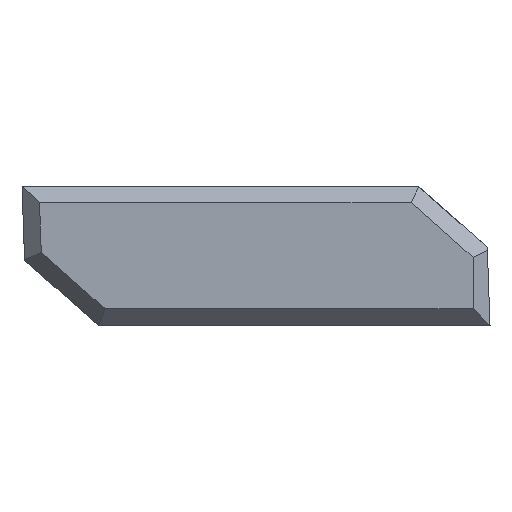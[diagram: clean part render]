
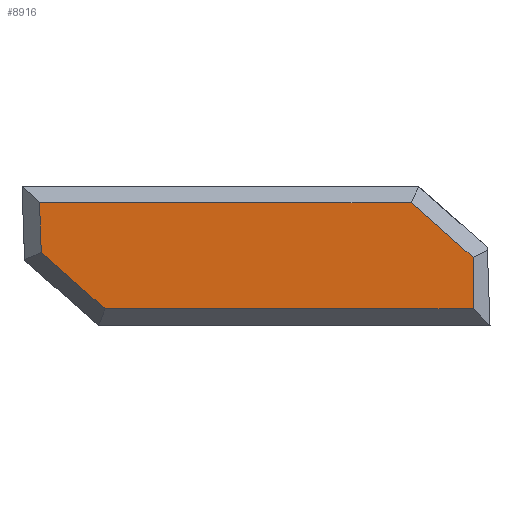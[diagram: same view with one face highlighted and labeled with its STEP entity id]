
A CAD part, front view. The second image highlights one B-rep face of the part: STEP entity #8916.
In plain terms, the highlighted planar face has unit normal (0, -0.999, -0.035).
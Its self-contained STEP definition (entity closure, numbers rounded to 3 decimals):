
#20 = CARTESIAN_POINT ( 'NONE',  ( -52.702, -67.936, -18.338 ) ) ;
#445 = VERTEX_POINT ( 'NONE', #866 ) ;
#622 = AXIS2_PLACEMENT_3D ( 'NONE', #869, #4522, #10165 ) ;
#642 = VERTEX_POINT ( 'NONE', #4990 ) ;
#866 = CARTESIAN_POINT ( 'NONE',  ( -53.275, -68.509, -1.933 ) ) ;
#869 = CARTESIAN_POINT ( 'NONE',  ( 0., -68., -16.5 ) ) ;
#981 = PLANE ( 'NONE',  #622 ) ;
#1462 = VERTEX_POINT ( 'NONE', #2667 ) ;
#1787 = ORIENTED_EDGE ( 'NONE', *, *, #2228, .F. ) ;
#1809 = EDGE_CURVE ( 'NONE', #2433, #2464, #2284, .T. ) ;
#1884 = DIRECTION ( 'NONE',  ( -0.035, -0.035, 0.999 ) ) ;
#1932 = VECTOR ( 'NONE', #11888, 1000. ) ;
#2016 = CARTESIAN_POINT ( 'NONE',  ( -2., -68.283, -8.402 ) ) ;
#2170 = VECTOR ( 'NONE', #2210, 1000. ) ;
#2210 = DIRECTION ( 'NONE',  ( 1., 0., 0. ) ) ;
#2228 = EDGE_CURVE ( 'NONE', #445, #4721, #2381, .T. ) ;
#2284 = LINE ( 'NONE', #5943, #5528 ) ;
#2381 = LINE ( 'NONE', #10435, #2170 ) ;
#2433 = VERTEX_POINT ( 'NONE', #2016 ) ;
#2464 = VERTEX_POINT ( 'NONE', #3024 ) ;
#2667 = CARTESIAN_POINT ( 'NONE',  ( -45.513, -68.07, -14.501 ) ) ;
#3024 = CARTESIAN_POINT ( 'NONE',  ( -2., -68.07, -14.501 ) ) ;
#3750 = FACE_OUTER_BOUND ( 'NONE', #7369, .T. ) ;
#3869 = EDGE_CURVE ( 'NONE', #642, #445, #9143, .T. ) ;
#4039 = CARTESIAN_POINT ( 'NONE',  ( -9.332, -68.509, -1.933 ) ) ;
#4522 = DIRECTION ( 'NONE',  ( 0., -0.999, -0.035 ) ) ;
#4534 = VECTOR ( 'NONE', #6015, 1000. ) ;
#4560 = LINE ( 'NONE', #8217, #1932 ) ;
#4721 = VERTEX_POINT ( 'NONE', #4039 ) ;
#4915 = DIRECTION ( 'NONE',  ( 0., 0.035, -0.999 ) ) ;
#4990 = CARTESIAN_POINT ( 'NONE',  ( -53.069, -68.303, -7.835 ) ) ;
#5108 = VECTOR ( 'NONE', #10701, 1000. ) ;
#5277 = LINE ( 'NONE', #10632, #4534 ) ;
#5528 = VECTOR ( 'NONE', #4915, 1000. ) ;
#5943 = CARTESIAN_POINT ( 'NONE',  ( -2., -68., -16.5 ) ) ;
#6015 = DIRECTION ( 'NONE',  ( 0.75, 0.023, -0.661 ) ) ;
#6512 = EDGE_CURVE ( 'NONE', #2464, #1462, #4560, .T. ) ;
#7369 = EDGE_LOOP ( 'NONE', ( #8203, #1787, #9382, #9766, #10454, #10836 ) ) ;
#8203 = ORIENTED_EDGE ( 'NONE', *, *, #10618, .F. ) ;
#8217 = CARTESIAN_POINT ( 'NONE',  ( -46.27, -68.07, -14.501 ) ) ;
#8712 = VECTOR ( 'NONE', #1884, 1000. ) ;
#8916 = ADVANCED_FACE ( 'NONE', ( #3750 ), #981, .T. ) ;
#9143 = LINE ( 'NONE', #20, #8712 ) ;
#9382 = ORIENTED_EDGE ( 'NONE', *, *, #3869, .F. ) ;
#9766 = ORIENTED_EDGE ( 'NONE', *, *, #10186, .F. ) ;
#9856 = LINE ( 'NONE', #10873, #5108 ) ;
#10165 = DIRECTION ( 'NONE',  ( 0., -0.035, 0.999 ) ) ;
#10186 = EDGE_CURVE ( 'NONE', #1462, #642, #9856, .T. ) ;
#10435 = CARTESIAN_POINT ( 'NONE',  ( 0., -68.509, -1.933 ) ) ;
#10454 = ORIENTED_EDGE ( 'NONE', *, *, #6512, .F. ) ;
#10618 = EDGE_CURVE ( 'NONE', #4721, #2433, #5277, .T. ) ;
#10632 = CARTESIAN_POINT ( 'NONE',  ( 3.144, -68.124, -12.941 ) ) ;
#10701 = DIRECTION ( 'NONE',  ( -0.75, -0.023, 0.661 ) ) ;
#10836 = ORIENTED_EDGE ( 'NONE', *, *, #1809, .F. ) ;
#10873 = CARTESIAN_POINT ( 'NONE',  ( -18.945, -67.251, -37.944 ) ) ;
#11888 = DIRECTION ( 'NONE',  ( -1., 0., 0. ) ) ;
